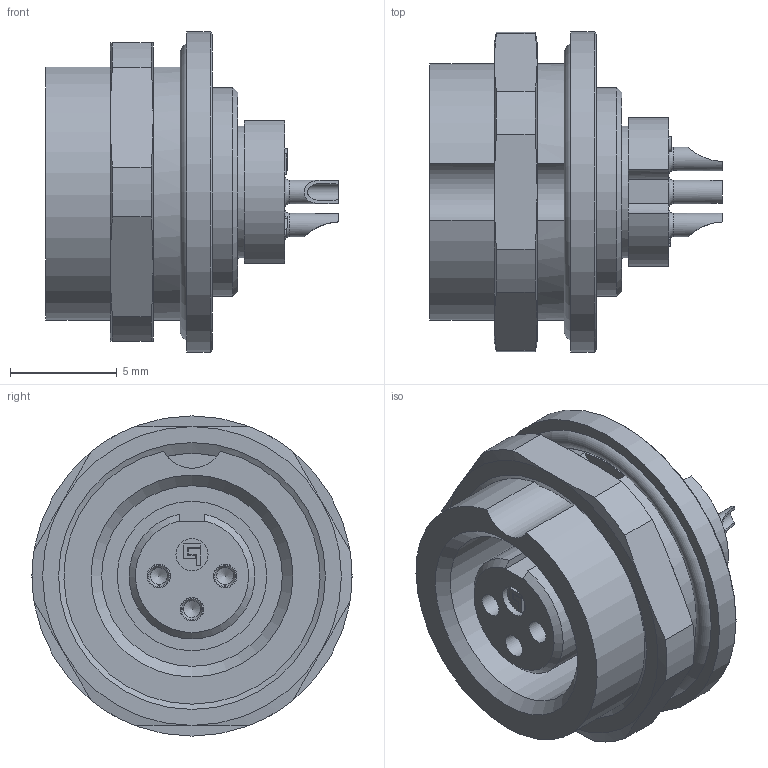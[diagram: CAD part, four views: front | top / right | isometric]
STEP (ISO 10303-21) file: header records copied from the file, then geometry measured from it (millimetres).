
FILE_DESCRIPTION(/* description */ (''),/* implementation_level */ '2;1');
FILE_NAME(/* name */ '09-0408-80-03_bg.stp',/* time_stamp */ '2010-09-01T15:41:37+02:00',/* author */ (''),/* organization */ (''),/* preprocessor_version */ 'ST-DEVELOPER v11',/* originating_system */ 'UGS - NX 5.0',/* authorisation */ '');
FILE_SCHEMA (('CONFIG_CONTROL_DESIGN'));
Length unit declared in the file: millimetre
Products named in the file (1): kborF7AB2bhs
Bounding box: 13.7 x 15 x 15 mm (x, y, z)
Volume: 1006.3 mm3; surface area: 1309.7 mm2
Topology: 1 solids, 1 shells, 162 faces, 406 edges, 264 vertices
Faces by surface type: plane 74, cylinder 36, cone 36, extrusion 11, torus 5
Full cylindrical faces by diameter (mm): 0.8 x3, 1.1 x6, 1.5 x1, 6.2 x1, 7 x1, 8.459 x1, 9.05 x1, 9.8 x1, 12 x1, 15 x1
Entity records: 5185 total; most frequent: CARTESIAN_POINT 1583, DIRECTION 704, ORIENTED_EDGE 684, EDGE_CURVE 342, AXIS2_PLACEMENT_3D 286, VERTEX_POINT 241, EDGE_LOOP 217, ADVANCED_FACE 162
